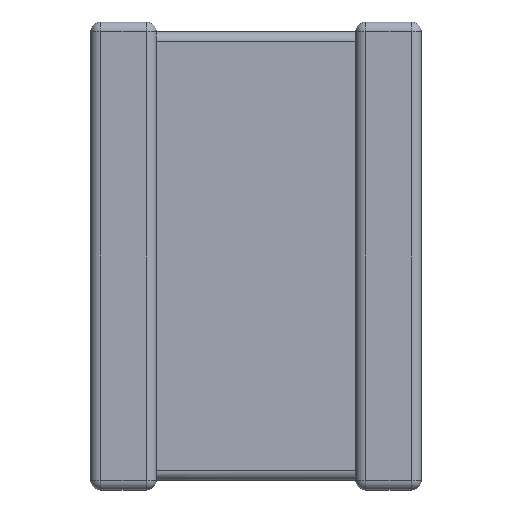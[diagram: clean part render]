
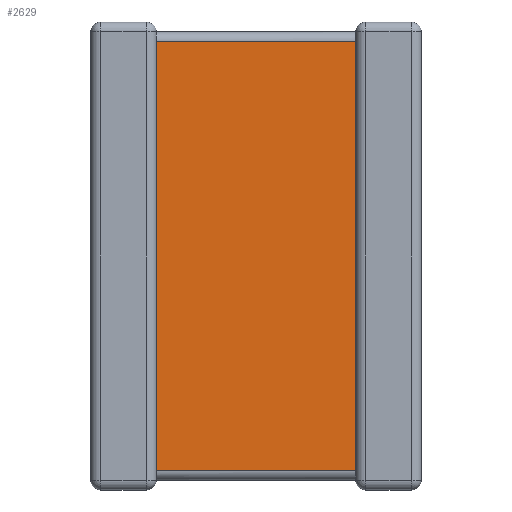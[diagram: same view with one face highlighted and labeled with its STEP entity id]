
A CAD part, front view. The second image highlights one B-rep face of the part: STEP entity #2629.
In plain terms, the highlighted planar face has unit normal (0, -1, 0).
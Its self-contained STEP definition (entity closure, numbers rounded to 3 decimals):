
#15 = LINE ( 'NONE', #1038, #2593 ) ;
#165 = EDGE_CURVE ( 'NONE', #3950, #310, #2747, .T. ) ;
#309 = EDGE_CURVE ( 'NONE', #629, #464, #3009, .T. ) ;
#310 = VERTEX_POINT ( 'NONE', #400 ) ;
#330 = PLANE ( 'NONE',  #1693 ) ;
#332 = ORIENTED_EDGE ( 'NONE', *, *, #2664, .T. ) ;
#347 = DIRECTION ( 'NONE',  ( 1., 0., 0. ) ) ;
#359 = CARTESIAN_POINT ( 'NONE',  ( 3.85, 0.141, -6.517 ) ) ;
#396 = VECTOR ( 'NONE', #661, 1000. ) ;
#400 = CARTESIAN_POINT ( 'NONE',  ( 3.85, 0.141, -0.283 ) ) ;
#464 = VERTEX_POINT ( 'NONE', #4361 ) ;
#539 = LINE ( 'NONE', #359, #3609 ) ;
#629 = VERTEX_POINT ( 'NONE', #2347 ) ;
#631 = DIRECTION ( 'NONE',  ( -1., 0., 0. ) ) ;
#661 = DIRECTION ( 'NONE',  ( 0., 0., 1. ) ) ;
#973 = DIRECTION ( 'NONE',  ( 0., -1., 0. ) ) ;
#989 = CARTESIAN_POINT ( 'NONE',  ( 0.95, 0.141, -6.8 ) ) ;
#1038 = CARTESIAN_POINT ( 'NONE',  ( 0.95, 0.141, -0.283 ) ) ;
#1277 = ORIENTED_EDGE ( 'NONE', *, *, #309, .F. ) ;
#1631 = DIRECTION ( 'NONE',  ( 0., 0., 1. ) ) ;
#1693 = AXIS2_PLACEMENT_3D ( 'NONE', #989, #973, #3880 ) ;
#2094 = EDGE_CURVE ( 'NONE', #629, #3950, #539, .T. ) ;
#2313 = ORIENTED_EDGE ( 'NONE', *, *, #165, .T. ) ;
#2347 = CARTESIAN_POINT ( 'NONE',  ( 0.95, 0.141, -6.517 ) ) ;
#2593 = VECTOR ( 'NONE', #631, 1000. ) ;
#2629 = ADVANCED_FACE ( 'NONE', ( #4118 ), #330, .T. ) ;
#2664 = EDGE_CURVE ( 'NONE', #310, #464, #15, .T. ) ;
#2747 = LINE ( 'NONE', #3776, #3124 ) ;
#2798 = ORIENTED_EDGE ( 'NONE', *, *, #2094, .T. ) ;
#3009 = LINE ( 'NONE', #4232, #396 ) ;
#3124 = VECTOR ( 'NONE', #1631, 1000. ) ;
#3136 = CARTESIAN_POINT ( 'NONE',  ( 3.85, 0.141, -6.517 ) ) ;
#3418 = EDGE_LOOP ( 'NONE', ( #1277, #2798, #2313, #332 ) ) ;
#3609 = VECTOR ( 'NONE', #347, 1000. ) ;
#3776 = CARTESIAN_POINT ( 'NONE',  ( 3.85, 0.141, -6.8 ) ) ;
#3880 = DIRECTION ( 'NONE',  ( 0., 0., -1. ) ) ;
#3950 = VERTEX_POINT ( 'NONE', #3136 ) ;
#4118 = FACE_OUTER_BOUND ( 'NONE', #3418, .T. ) ;
#4232 = CARTESIAN_POINT ( 'NONE',  ( 0.95, 0.141, -6.8 ) ) ;
#4361 = CARTESIAN_POINT ( 'NONE',  ( 0.95, 0.141, -0.283 ) ) ;
